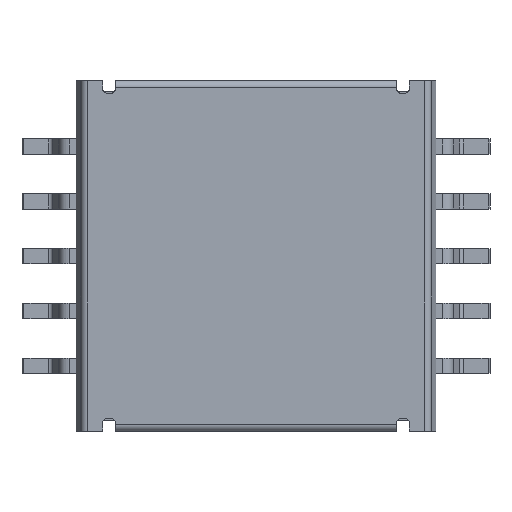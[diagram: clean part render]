
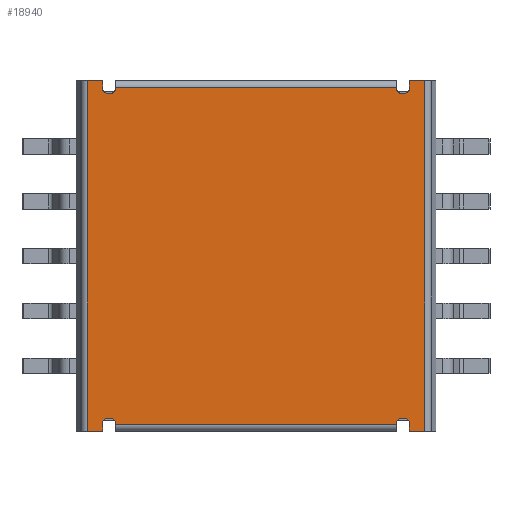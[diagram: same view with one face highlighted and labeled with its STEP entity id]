
A CAD part, top view. The second image highlights one B-rep face of the part: STEP entity #18940.
In plain terms, the highlighted planar face has unit normal (0, 0, 1).
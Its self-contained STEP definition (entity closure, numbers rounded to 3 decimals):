
#510=CARTESIAN_POINT('',(-6.675,-7.7,3.825));
#520=VERTEX_POINT('',#510);
#550=CARTESIAN_POINT('',(0.025,-7.7,3.825));
#560=DIRECTION('',(1.,0.,0.));
#570=VECTOR('',#560,1.);
#580=LINE('',#550,#570);
#590=CARTESIAN_POINT('',(6.125,-7.7,3.825));
#600=VERTEX_POINT('',#590);
#610=EDGE_CURVE('',#520,#600,#580,.T.);
#1660=CARTESIAN_POINT('',(6.125,7.7,3.825));
#1670=VERTEX_POINT('',#1660);
#1700=CARTESIAN_POINT('',(0.025,7.7,3.825));
#1710=DIRECTION('',(-1.,0.,0.));
#1720=VECTOR('',#1710,1.);
#1730=LINE('',#1700,#1720);
#1740=CARTESIAN_POINT('',(-6.675,7.7,3.825));
#1750=VERTEX_POINT('',#1740);
#1760=EDGE_CURVE('',#1670,#1750,#1730,.T.);
#2660=CARTESIAN_POINT('',(-6.675,0.,3.825));
#2670=DIRECTION('',(0.,1.,0.));
#2680=VECTOR('',#2670,1.);
#2690=LINE('',#2660,#2680);
#2700=CARTESIAN_POINT('',(-6.675,7.65,3.825));
#2710=VERTEX_POINT('',#2700);
#2720=EDGE_CURVE('',#2710,#1750,#2690,.T.);
#2940=CARTESIAN_POINT('',(-6.675,-7.65,3.825));
#2950=VERTEX_POINT('',#2940);
#2980=CARTESIAN_POINT('',(-6.675,0.,3.825));
#2990=DIRECTION('',(0.,1.,0.));
#3000=VECTOR('',#2990,1.);
#3010=LINE('',#2980,#3000);
#3020=EDGE_CURVE('',#520,#2950,#3010,.T.);
#4040=CARTESIAN_POINT('',(7.425,8.,3.825));
#4050=VERTEX_POINT('',#4040);
#4080=CARTESIAN_POINT('',(2.542,8.,3.825));
#4090=DIRECTION('',(1.,0.,0.));
#4100=VECTOR('',#4090,1.);
#4110=LINE('',#4080,#4100);
#4120=CARTESIAN_POINT('',(6.725,8.,3.825));
#4130=VERTEX_POINT('',#4120);
#4140=EDGE_CURVE('',#4130,#4050,#4110,.T.);
#4530=CARTESIAN_POINT('',(6.375,7.4,3.825));
#4540=VERTEX_POINT('',#4530);
#4570=CARTESIAN_POINT('',(6.375,7.65,3.825));
#4580=DIRECTION('',(0.,0.,-1.));
#4590=DIRECTION('',(-1.,0.,0.));
#4600=AXIS2_PLACEMENT_3D('',#4570,#4580,#4590);
#4610=CIRCLE('',#4600,0.25);
#4620=CARTESIAN_POINT('',(6.125,7.65,3.825));
#4630=VERTEX_POINT('',#4620);
#4640=EDGE_CURVE('',#4540,#4630,#4610,.T.);
#5880=CARTESIAN_POINT('',(6.125,0.,3.825));
#5890=DIRECTION('',(0.,-1.,0.));
#5900=VECTOR('',#5890,1.);
#5910=LINE('',#5880,#5900);
#5920=CARTESIAN_POINT('',(6.125,-7.65,3.825));
#5930=VERTEX_POINT('',#5920);
#5940=EDGE_CURVE('',#5930,#600,#5910,.T.);
#6110=CARTESIAN_POINT('',(6.125,0.,3.825));
#6120=DIRECTION('',(0.,1.,0.));
#6130=VECTOR('',#6120,1.);
#6140=LINE('',#6110,#6130);
#6150=EDGE_CURVE('',#4630,#1670,#6140,.T.);
#15010=CARTESIAN_POINT('',(6.475,7.65,3.825));
#15020=DIRECTION('',(0.,0.,1.));
#15030=DIRECTION('',(1.,0.,0.));
#15040=AXIS2_PLACEMENT_3D('',#15010,#15020,#15030);
#15050=CIRCLE('',#15040,0.25);
#15060=CARTESIAN_POINT('',(6.475,7.4,3.825));
#15070=VERTEX_POINT('',#15060);
#15080=CARTESIAN_POINT('',(6.725,7.65,3.825));
#15090=VERTEX_POINT('',#15080);
#15100=EDGE_CURVE('',#15070,#15090,#15050,.T.);
#15500=CARTESIAN_POINT('',(6.725,-5.773,3.825));
#15510=DIRECTION('',(0.,1.,0.));
#15520=VECTOR('',#15510,1.);
#15530=LINE('',#15500,#15520);
#15540=EDGE_CURVE('',#15090,#4130,#15530,.T.);
#16250=CARTESIAN_POINT('',(7.425,-7.7,3.825));
#16260=DIRECTION('',(0.,-1.,0.));
#16270=VECTOR('',#16260,1.);
#16280=LINE('',#16250,#16270);
#16290=CARTESIAN_POINT('',(7.425,-8.,3.825));
#16300=VERTEX_POINT('',#16290);
#16310=EDGE_CURVE('',#4050,#16300,#16280,.T.);
#17290=CARTESIAN_POINT('',(2.542,7.4,3.825));
#17300=DIRECTION('',(1.,0.,0.));
#17310=VECTOR('',#17300,1.);
#17320=LINE('',#17290,#17310);
#17330=EDGE_CURVE('',#4540,#15070,#17320,.T.);
#17450=CARTESIAN_POINT('',(-3.092,5.773,3.825));
#17460=DIRECTION('',(0.,0.,1.));
#17470=DIRECTION('',(-1.,0.,0.));
#17480=AXIS2_PLACEMENT_3D('',#17450,#17460,#17470);
#17490=PLANE('',#17480);
#17500=ORIENTED_EDGE('',*,*,#2720,.F.);
#17510=ORIENTED_EDGE('',*,*,#1760,.T.);
#17520=ORIENTED_EDGE('',*,*,#6150,.T.);
#17530=ORIENTED_EDGE('',*,*,#4640,.T.);
#17540=ORIENTED_EDGE('',*,*,#17330,.F.);
#17550=ORIENTED_EDGE('',*,*,#15100,.F.);
#17560=ORIENTED_EDGE('',*,*,#15540,.F.);
#17570=ORIENTED_EDGE('',*,*,#4140,.F.);
#17580=ORIENTED_EDGE('',*,*,#16310,.F.);
#17590=CARTESIAN_POINT('',(2.542,-8.,3.825));
#17600=DIRECTION('',(-1.,0.,0.));
#17610=VECTOR('',#17600,1.);
#17620=LINE('',#17590,#17610);
#17630=CARTESIAN_POINT('',(6.725,-8.,3.825));
#17640=VERTEX_POINT('',#17630);
#17650=EDGE_CURVE('',#16300,#17640,#17620,.T.);
#17660=ORIENTED_EDGE('',*,*,#17650,.F.);
#17670=CARTESIAN_POINT('',(6.725,-5.773,3.825));
#17680=DIRECTION('',(0.,1.,0.));
#17690=VECTOR('',#17680,1.);
#17700=LINE('',#17670,#17690);
#17710=CARTESIAN_POINT('',(6.725,-7.65,3.825));
#17720=VERTEX_POINT('',#17710);
#17730=EDGE_CURVE('',#17640,#17720,#17700,.T.);
#17740=ORIENTED_EDGE('',*,*,#17730,.F.);
#17750=CARTESIAN_POINT('',(6.475,-7.65,3.825));
#17760=DIRECTION('',(0.,0.,-1.));
#17770=DIRECTION('',(-1.,0.,0.));
#17780=AXIS2_PLACEMENT_3D('',#17750,#17760,#17770);
#17790=CIRCLE('',#17780,0.25);
#17800=CARTESIAN_POINT('',(6.475,-7.4,3.825));
#17810=VERTEX_POINT('',#17800);
#17820=EDGE_CURVE('',#17810,#17720,#17790,.T.);
#17830=ORIENTED_EDGE('',*,*,#17820,.T.);
#17840=CARTESIAN_POINT('',(2.542,-7.4,3.825));
#17850=DIRECTION('',(-1.,0.,0.));
#17860=VECTOR('',#17850,1.);
#17870=LINE('',#17840,#17860);
#17880=CARTESIAN_POINT('',(6.375,-7.4,3.825));
#17890=VERTEX_POINT('',#17880);
#17900=EDGE_CURVE('',#17810,#17890,#17870,.T.);
#17910=ORIENTED_EDGE('',*,*,#17900,.F.);
#17920=CARTESIAN_POINT('',(6.375,-7.65,3.825));
#17930=DIRECTION('',(0.,0.,1.));
#17940=DIRECTION('',(1.,0.,0.));
#17950=AXIS2_PLACEMENT_3D('',#17920,#17930,#17940);
#17960=CIRCLE('',#17950,0.25);
#17970=EDGE_CURVE('',#17890,#5930,#17960,.T.);
#17980=ORIENTED_EDGE('',*,*,#17970,.F.);
#17990=ORIENTED_EDGE('',*,*,#5940,.F.);
#18000=ORIENTED_EDGE('',*,*,#610,.T.);
#18010=ORIENTED_EDGE('',*,*,#3020,.F.);
#18020=CARTESIAN_POINT('',(-6.925,-7.65,3.825));
#18030=DIRECTION('',(0.,0.,-1.));
#18040=DIRECTION('',(-1.,0.,0.));
#18050=AXIS2_PLACEMENT_3D('',#18020,#18030,#18040);
#18060=CIRCLE('',#18050,0.25);
#18070=CARTESIAN_POINT('',(-6.925,-7.4,3.825));
#18080=VERTEX_POINT('',#18070);
#18090=EDGE_CURVE('',#18080,#2950,#18060,.T.);
#18100=ORIENTED_EDGE('',*,*,#18090,.T.);
#18110=CARTESIAN_POINT('',(2.542,-7.4,3.825));
#18120=DIRECTION('',(-1.,0.,0.));
#18130=VECTOR('',#18120,1.);
#18140=LINE('',#18110,#18130);
#18150=CARTESIAN_POINT('',(-7.025,-7.4,3.825));
#18160=VERTEX_POINT('',#18150);
#18170=EDGE_CURVE('',#18080,#18160,#18140,.T.);
#18180=ORIENTED_EDGE('',*,*,#18170,.F.);
#18190=CARTESIAN_POINT('',(-7.025,-7.65,3.825));
#18200=DIRECTION('',(0.,0.,1.));
#18210=DIRECTION('',(1.,0.,0.));
#18220=AXIS2_PLACEMENT_3D('',#18190,#18200,#18210);
#18230=CIRCLE('',#18220,0.25);
#18240=CARTESIAN_POINT('',(-7.275,-7.65,3.825));
#18250=VERTEX_POINT('',#18240);
#18260=EDGE_CURVE('',#18160,#18250,#18230,.T.);
#18270=ORIENTED_EDGE('',*,*,#18260,.F.);
#18280=CARTESIAN_POINT('',(-7.275,-5.773,3.825));
#18290=DIRECTION('',(0.,-1.,0.));
#18300=VECTOR('',#18290,1.);
#18310=LINE('',#18280,#18300);
#18320=CARTESIAN_POINT('',(-7.275,-8.,3.825));
#18330=VERTEX_POINT('',#18320);
#18340=EDGE_CURVE('',#18250,#18330,#18310,.T.);
#18350=ORIENTED_EDGE('',*,*,#18340,.F.);
#18360=CARTESIAN_POINT('',(2.542,-8.,3.825));
#18370=DIRECTION('',(-1.,0.,0.));
#18380=VECTOR('',#18370,1.);
#18390=LINE('',#18360,#18380);
#18400=CARTESIAN_POINT('',(-7.975,-8.,3.825));
#18410=VERTEX_POINT('',#18400);
#18420=EDGE_CURVE('',#18330,#18410,#18390,.T.);
#18430=ORIENTED_EDGE('',*,*,#18420,.F.);
#18440=CARTESIAN_POINT('',(-7.975,7.7,3.825));
#18450=DIRECTION('',(0.,1.,0.));
#18460=VECTOR('',#18450,1.);
#18470=LINE('',#18440,#18460);
#18480=CARTESIAN_POINT('',(-7.975,8.,3.825));
#18490=VERTEX_POINT('',#18480);
#18500=EDGE_CURVE('',#18410,#18490,#18470,.T.);
#18510=ORIENTED_EDGE('',*,*,#18500,.F.);
#18520=CARTESIAN_POINT('',(2.542,8.,3.825));
#18530=DIRECTION('',(1.,0.,0.));
#18540=VECTOR('',#18530,1.);
#18550=LINE('',#18520,#18540);
#18560=CARTESIAN_POINT('',(-7.275,8.,3.825));
#18570=VERTEX_POINT('',#18560);
#18580=EDGE_CURVE('',#18490,#18570,#18550,.T.);
#18590=ORIENTED_EDGE('',*,*,#18580,.F.);
#18600=CARTESIAN_POINT('',(-7.275,-5.773,3.825));
#18610=DIRECTION('',(0.,-1.,0.));
#18620=VECTOR('',#18610,1.);
#18630=LINE('',#18600,#18620);
#18640=CARTESIAN_POINT('',(-7.275,7.65,3.825));
#18650=VERTEX_POINT('',#18640);
#18660=EDGE_CURVE('',#18570,#18650,#18630,.T.);
#18670=ORIENTED_EDGE('',*,*,#18660,.F.);
#18680=CARTESIAN_POINT('',(-7.025,7.65,3.825));
#18690=DIRECTION('',(0.,0.,-1.));
#18700=DIRECTION('',(-1.,0.,0.));
#18710=AXIS2_PLACEMENT_3D('',#18680,#18690,#18700);
#18720=CIRCLE('',#18710,0.25);
#18730=CARTESIAN_POINT('',(-7.025,7.4,3.825));
#18740=VERTEX_POINT('',#18730);
#18750=EDGE_CURVE('',#18740,#18650,#18720,.T.);
#18760=ORIENTED_EDGE('',*,*,#18750,.T.);
#18770=CARTESIAN_POINT('',(2.542,7.4,3.825));
#18780=DIRECTION('',(1.,0.,0.));
#18790=VECTOR('',#18780,1.);
#18800=LINE('',#18770,#18790);
#18810=CARTESIAN_POINT('',(-6.925,7.4,3.825));
#18820=VERTEX_POINT('',#18810);
#18830=EDGE_CURVE('',#18740,#18820,#18800,.T.);
#18840=ORIENTED_EDGE('',*,*,#18830,.F.);
#18850=CARTESIAN_POINT('',(-6.925,7.65,3.825));
#18860=DIRECTION('',(0.,0.,1.));
#18870=DIRECTION('',(1.,0.,0.));
#18880=AXIS2_PLACEMENT_3D('',#18850,#18860,#18870);
#18890=CIRCLE('',#18880,0.25);
#18900=EDGE_CURVE('',#18820,#2710,#18890,.T.);
#18910=ORIENTED_EDGE('',*,*,#18900,.F.);
#18920=EDGE_LOOP('',(#18910,#18840,#18760,#18670,#18590,#18510,#18430,
#18350,#18270,#18180,#18100,#18010,#18000,#17990,#17980,#17910,#17830,
#17740,#17660,#17580,#17570,#17560,#17550,#17540,#17530,#17520,#17510,
#17500));
#18930=FACE_OUTER_BOUND('',#18920,.T.);
#18940=ADVANCED_FACE('',(#18930),#17490,.T.);
